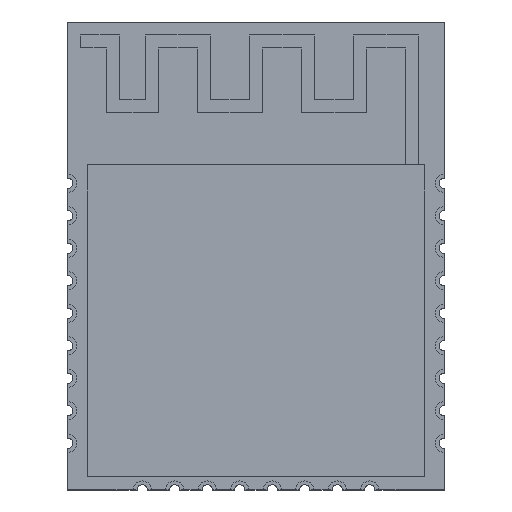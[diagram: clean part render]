
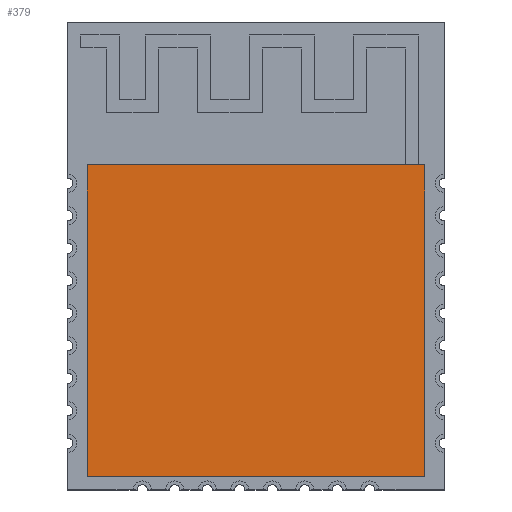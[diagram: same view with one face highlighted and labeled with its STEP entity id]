
A CAD part, top view. The second image highlights one B-rep face of the part: STEP entity #379.
In plain terms, the highlighted planar face has unit normal (0, 0, 1).
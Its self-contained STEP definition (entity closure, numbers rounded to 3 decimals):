
#379 = ADVANCED_FACE( '', ( #792 ), #793, .F. );
#792 = FACE_OUTER_BOUND( '', #1235, .T. );
#793 = PLANE( '', #1236 );
#1235 = EDGE_LOOP( '', ( #2430, #2431, #2432, #2433 ) );
#1236 = AXIS2_PLACEMENT_3D( '', #2434, #2435, #2436 );
#2430 = ORIENTED_EDGE( '', *, *, #3301, .F. );
#2431 = ORIENTED_EDGE( '', *, *, #3127, .F. );
#2432 = ORIENTED_EDGE( '', *, *, #3302, .F. );
#2433 = ORIENTED_EDGE( '', *, *, #3290, .F. );
#2434 = CARTESIAN_POINT( '', ( 0., 0., 2.3 ) );
#2435 = DIRECTION( '', ( 0., 0., -1. ) );
#2436 = DIRECTION( '', ( -1., 0., 0. ) );
#3127 = EDGE_CURVE( '', #3920, #3922, #3923, .T. );
#3290 = EDGE_CURVE( '', #4141, #4143, #4144, .T. );
#3301 = EDGE_CURVE( '', #3922, #4141, #4155, .T. );
#3302 = EDGE_CURVE( '', #4143, #3920, #4156, .T. );
#3920 = VERTEX_POINT( '', #4981 );
#3922 = VERTEX_POINT( '', #4984 );
#3923 = LINE( '', #4985, #4986 );
#4141 = VERTEX_POINT( '', #5295 );
#4143 = VERTEX_POINT( '', #5298 );
#4144 = LINE( '', #5299, #5300 );
#4155 = LINE( '', #5316, #5317 );
#4156 = LINE( '', #5318, #5319 );
#4981 = CARTESIAN_POINT( '', ( 6.5, 12.5, 2.3 ) );
#4984 = CARTESIAN_POINT( '', ( 6.5, 0.5, 2.3 ) );
#4985 = CARTESIAN_POINT( '', ( 6.5, 0.5, 2.3 ) );
#4986 = VECTOR( '', #5798, 1000. );
#5295 = CARTESIAN_POINT( '', ( -6.5, 0.5, 2.3 ) );
#5298 = CARTESIAN_POINT( '', ( -6.5, 12.5, 2.3 ) );
#5299 = CARTESIAN_POINT( '', ( -6.5, 0.5, 2.3 ) );
#5300 = VECTOR( '', #5996, 1000. );
#5316 = CARTESIAN_POINT( '', ( -6.5, 0.5, 2.3 ) );
#5317 = VECTOR( '', #6002, 1000. );
#5318 = CARTESIAN_POINT( '', ( 6.5, 12.5, 2.3 ) );
#5319 = VECTOR( '', #6003, 1000. );
#5798 = DIRECTION( '', ( 0., -1., 0. ) );
#5996 = DIRECTION( '', ( 0., 1., 0. ) );
#6002 = DIRECTION( '', ( -1., 0., 0. ) );
#6003 = DIRECTION( '', ( 1., 0., 0. ) );
